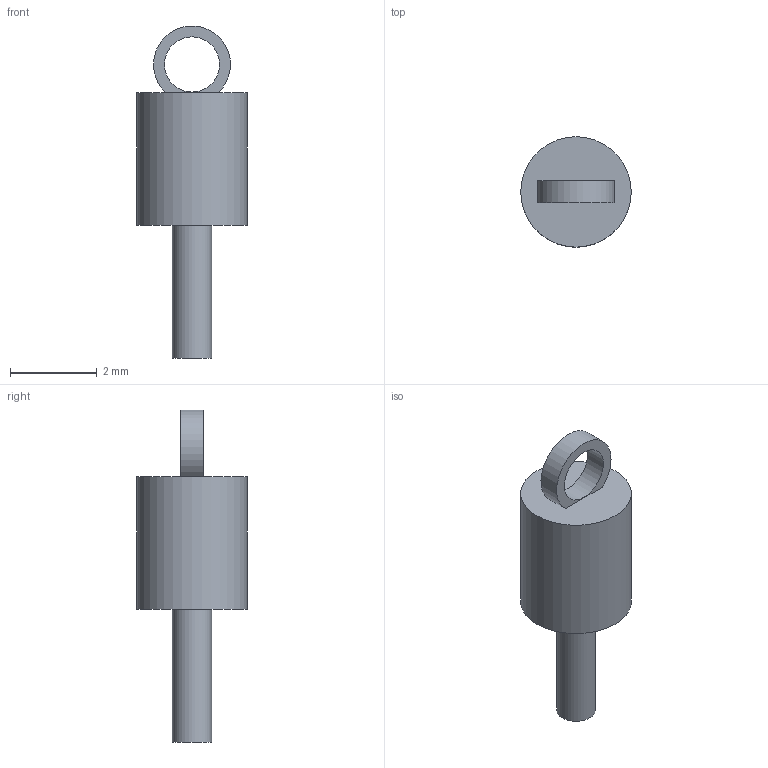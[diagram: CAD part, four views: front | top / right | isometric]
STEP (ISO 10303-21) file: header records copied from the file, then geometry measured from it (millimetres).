
FILE_DESCRIPTION(('FreeCAD Model'),'2;1');
FILE_NAME('Keystone - 5001.step', '2018-01-15T02:18:08',('Author'),(''), 'Open CASCADE STEP processor 6.8','FreeCAD','Unknown');
FILE_SCHEMA(('AUTOMOTIVE_DESIGN_CC2 { 1 2 10303 214 -1 1 5 4 }'));
Length unit declared in the file: millimetre
Products named in the file (1): Fusion
Bounding box: 2.54 x 2.54 x 7.63 mm (x, y, z)
Volume: 17.9 mm3; surface area: 48.7 mm2
Topology: 1 solids, 1 shells, 10 faces, 18 edges, 12 vertices
Faces by surface type: cylinder 5, plane 5
Full cylindrical faces by diameter (mm): 0.9 x1, 1.27 x1, 2.54 x1
Entity records: 340 total; most frequent: DIRECTION 50, CARTESIAN_POINT 41, ORIENTED_EDGE 36, AXIS2_PLACEMENT_3D 21, EDGE_CURVE 18, FACE_BOUND 14, EDGE_LOOP 14, VERTEX_POINT 12
